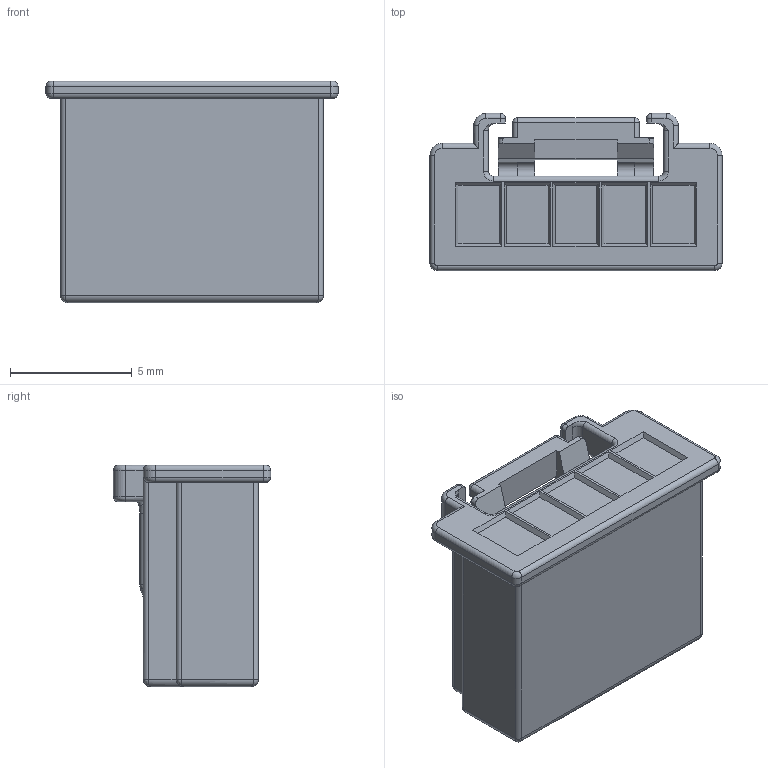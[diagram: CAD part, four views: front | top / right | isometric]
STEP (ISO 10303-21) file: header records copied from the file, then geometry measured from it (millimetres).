
FILE_DESCRIPTION (( 'STEP AP214' ), '1' );
FILE_NAME ('C_020 S 5F HSG.STEP', '2023-01-04T09:50:26', ( 'jkhwang' ), ( '' ), 'SwSTEP 2.0', 'SolidWorks 2020', '' );
FILE_SCHEMA (( 'AUTOMOTIVE_DESIGN' ));
Length unit declared in the file: millimetre
Products named in the file (1): C_020 S 5F HSG
Bounding box: 12 x 6.46 x 9.1 mm (x, y, z)
Volume: 379.5 mm3; surface area: 536.1 mm2
Topology: 1 solids, 1 shells, 342 faces, 862 edges, 514 vertices
Faces by surface type: plane 152, cylinder 122, torus 42, bspline 18, sphere 8
Entity records: 10670 total; most frequent: CARTESIAN_POINT 2625, ORIENTED_EDGE 1692, DIRECTION 1660, EDGE_CURVE 846, AXIS2_PLACEMENT_3D 557, LINE 546, VECTOR 546, VERTEX_POINT 514
